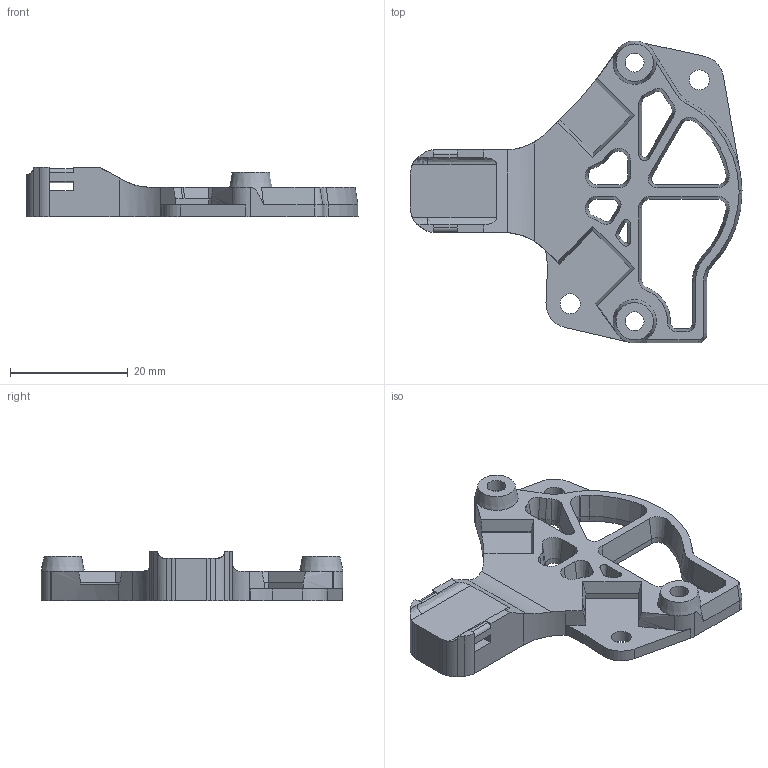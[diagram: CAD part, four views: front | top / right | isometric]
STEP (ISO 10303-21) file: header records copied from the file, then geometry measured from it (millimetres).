
FILE_DESCRIPTION(/* description */ (''),/* implementation_level */ '2;1');
FILE_NAME(/* name */ '',/* time_stamp */ '2025-04-25T19:34:35+03:00',/* author */ (''),/* organization */ (''),/* preprocessor_version */ 'ST-DEVELOPER v20.1',/* originating_system */ 'Autodesk Translation Framework v14.4.0.0',/* authorisation */ '');
FILE_SCHEMA (('AUTOMOTIVE_DESIGN { 1 0 10303 214 3 1 1 }'));
Length unit declared in the file: millimetre
Products named in the file (1): STH-36_orbiter_2.0_mounting_plate_overmold_strain
Bounding box: 56.28 x 51.18 x 8.36 mm (x, y, z)
Volume: 5874 mm3; surface area: 4957.1 mm2
Topology: 1 solids, 1 shells, 227 faces, 601 edges, 376 vertices
Faces by surface type: plane 117, cylinder 64, cone 38, bspline 8
Full cylindrical faces by diameter (mm): 3.2 x2, 3.4 x2, 4.7 x2
Entity records: 7484 total; most frequent: CARTESIAN_POINT 1678, DIRECTION 1229, ORIENTED_EDGE 1202, EDGE_CURVE 601, AXIS2_PLACEMENT_3D 424, LINE 381, VECTOR 381, VERTEX_POINT 376
